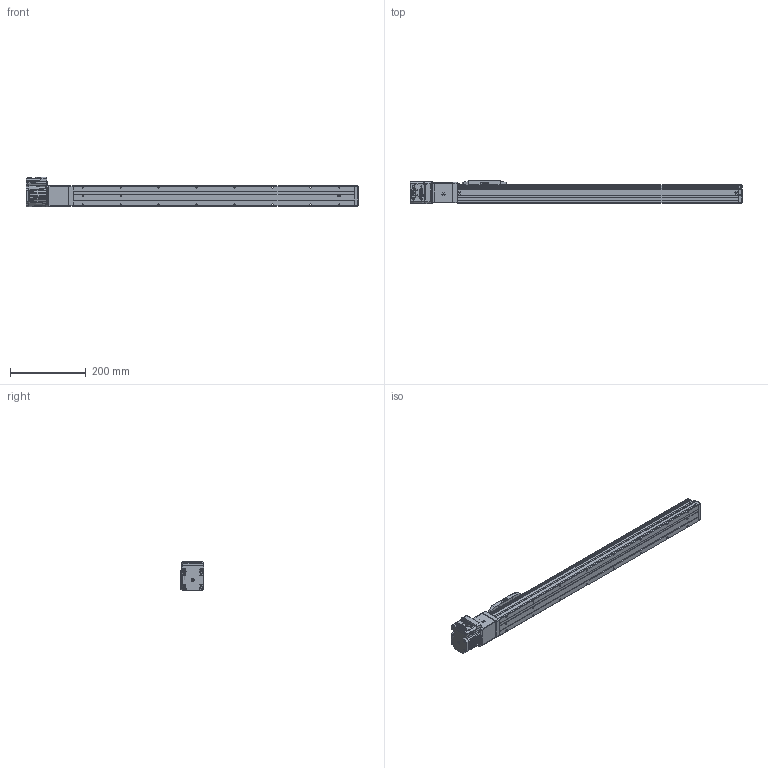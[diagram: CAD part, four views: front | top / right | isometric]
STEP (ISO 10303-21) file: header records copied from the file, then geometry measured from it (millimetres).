
FILE_DESCRIPTION (( 'STEP AP214' ), '1' );
FILE_NAME ('ST540560-3165.STEP', '2023-11-28T07:24:04', ( '' ), ( '' ), 'SwSTEP 2.0', 'SolidWorks 2020', '' );
FILE_SCHEMA (( 'AUTOMOTIVE_DESIGN' ));
Length unit declared in the file: millimetre
Products named in the file (1): ST540560-3165
Bounding box: 875.07 x 60.88 x 78.18 mm (x, y, z)
Topology: 0 solids, 44 shells, 1702 faces, 4133 edges, 2488 vertices
Faces by surface type: cylinder 652, plane 597, cone 158, torus 128, bspline 121, sphere 46
Full cylindrical faces by diameter (mm): 1.016 x1
Entity records: 83643 total; most frequent: CARTESIAN_POINT 30802, ORIENTED_EDGE 7905, DIRECTION 5431, EDGE_CURVE 4008, VERTEX_POINT 2478, AXIS2_PLACEMENT_3D 2154, B_SPLINE_CURVE_WITH_KNOTS 2142, EDGE_LOOP 1915
